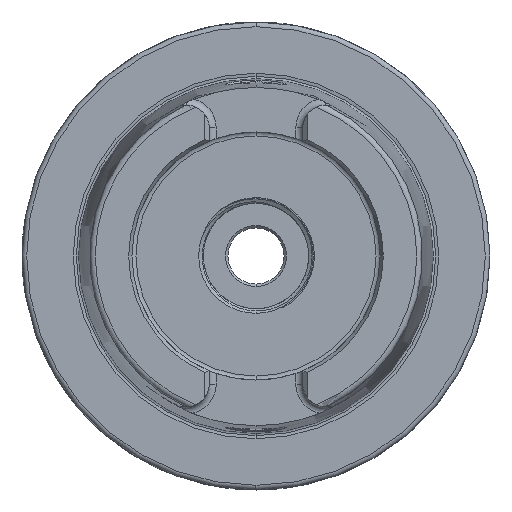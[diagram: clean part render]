
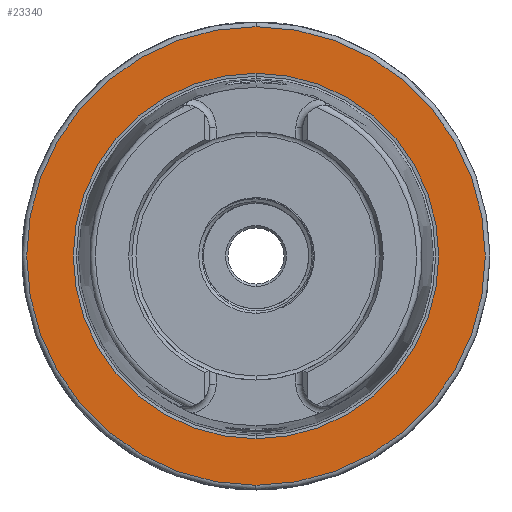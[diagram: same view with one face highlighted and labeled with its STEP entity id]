
A CAD part, left-side view. The second image highlights one B-rep face of the part: STEP entity #23340.
In plain terms, the highlighted planar face has unit normal (-1, 0, 0).
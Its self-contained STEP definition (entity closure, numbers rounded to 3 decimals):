
#2180 = VERTEX_POINT ( 'NONE', #31824 ) ;
#2206 = VERTEX_POINT ( 'NONE', #31790 ) ;
#4626 = CARTESIAN_POINT ( 'NONE',  ( 0., 0., -49. ) ) ;
#4720 = CARTESIAN_POINT ( 'NONE',  ( 0., 0., 49. ) ) ;
#5810 = DIRECTION ( 'NONE',  ( 0., 0., 1. ) ) ;
#5817 = PLANE ( 'NONE',  #12187 ) ;
#5838 = CARTESIAN_POINT ( 'NONE',  ( 0., 39.054, 0. ) ) ;
#5846 = DIRECTION ( 'NONE',  ( -1., 0., 0. ) ) ;
#8432 = EDGE_LOOP ( 'NONE', ( #23435, #8983 ) ) ;
#8460 = EDGE_LOOP ( 'NONE', ( #8977, #8981 ) ) ;
#8977 = ORIENTED_EDGE ( 'NONE', *, *, #30552, .T. ) ;
#8981 = ORIENTED_EDGE ( 'NONE', *, *, #30805, .T. ) ;
#8983 = ORIENTED_EDGE ( 'NONE', *, *, #30827, .T. ) ;
#12187 = AXIS2_PLACEMENT_3D ( 'NONE', #5838, #5846, #5810 ) ;
#19351 = FACE_BOUND ( 'NONE', #8460, .T. ) ;
#19392 = FACE_OUTER_BOUND ( 'NONE', #8432, .T. ) ;
#19705 = AXIS2_PLACEMENT_3D ( 'NONE', #29340, #29307, #29325 ) ;
#19712 = AXIS2_PLACEMENT_3D ( 'NONE', #29444, #29467, #29468 ) ;
#19779 = AXIS2_PLACEMENT_3D ( 'NONE', #28367, #28381, #28368 ) ;
#19814 = AXIS2_PLACEMENT_3D ( 'NONE', #28445, #28499, #28506 ) ;
#22613 = CIRCLE ( 'NONE', #19705, 49. ) ;
#22653 = CIRCLE ( 'NONE', #19712, 39.054 ) ;
#22836 = CIRCLE ( 'NONE', #19779, 39.054 ) ;
#22845 = CIRCLE ( 'NONE', #19814, 49. ) ;
#23340 = ADVANCED_FACE ( 'NONE', ( #19392, #19351 ), #5817, .T. ) ;
#23435 = ORIENTED_EDGE ( 'NONE', *, *, #30526, .T. ) ;
#28367 = CARTESIAN_POINT ( 'NONE',  ( 0., 0., 0. ) ) ;
#28368 = DIRECTION ( 'NONE',  ( 0., 0., -1. ) ) ;
#28381 = DIRECTION ( 'NONE',  ( 1., 0., 0. ) ) ;
#28445 = CARTESIAN_POINT ( 'NONE',  ( 0., 0., 0. ) ) ;
#28499 = DIRECTION ( 'NONE',  ( -1., 0., 0. ) ) ;
#28506 = DIRECTION ( 'NONE',  ( 0., 0., 1. ) ) ;
#29307 = DIRECTION ( 'NONE',  ( -1., 0., 0. ) ) ;
#29325 = DIRECTION ( 'NONE',  ( 0., 0., 1. ) ) ;
#29340 = CARTESIAN_POINT ( 'NONE',  ( 0., 0., 0. ) ) ;
#29444 = CARTESIAN_POINT ( 'NONE',  ( 0., 0., 0. ) ) ;
#29467 = DIRECTION ( 'NONE',  ( 1., 0., 0. ) ) ;
#29468 = DIRECTION ( 'NONE',  ( 0., 0., -1. ) ) ;
#30526 = EDGE_CURVE ( 'NONE', #32554, #32512, #22613, .T. ) ;
#30552 = EDGE_CURVE ( 'NONE', #2206, #2180, #22653, .T. ) ;
#30805 = EDGE_CURVE ( 'NONE', #2180, #2206, #22836, .T. ) ;
#30827 = EDGE_CURVE ( 'NONE', #32512, #32554, #22845, .T. ) ;
#31790 = CARTESIAN_POINT ( 'NONE',  ( 0., 0., 39.054 ) ) ;
#31824 = CARTESIAN_POINT ( 'NONE',  ( 0., 0., -39.054 ) ) ;
#32512 = VERTEX_POINT ( 'NONE', #4626 ) ;
#32554 = VERTEX_POINT ( 'NONE', #4720 ) ;
